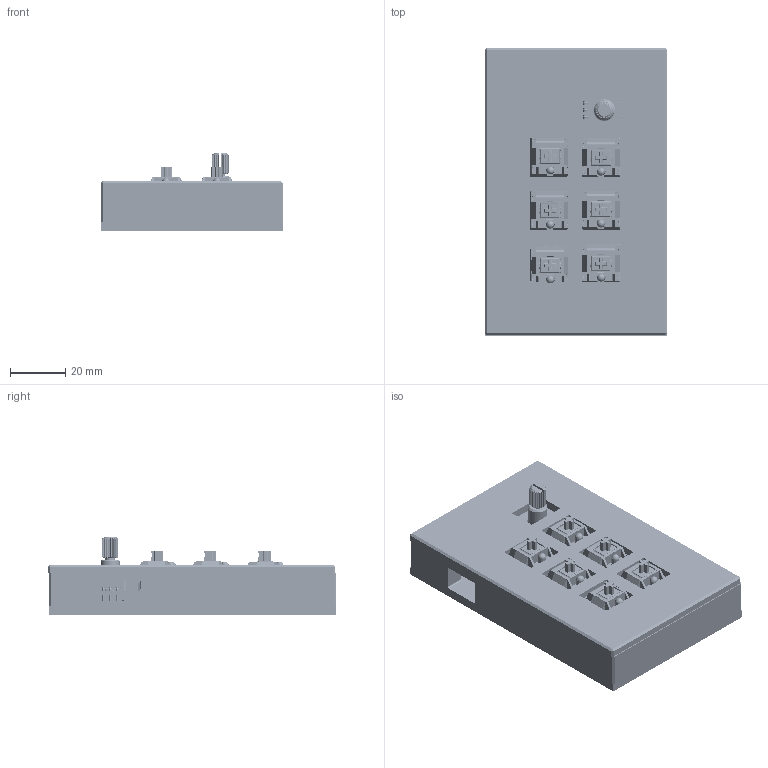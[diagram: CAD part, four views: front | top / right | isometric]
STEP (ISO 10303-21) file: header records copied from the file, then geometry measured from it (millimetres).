
FILE_DESCRIPTION(('STEP AP242 Edition 2','STEP AP242 Edition 2''CAx-IF Rec.Pracs.---Representation and Presentation of Product Manufacturing Information (PMI)---4.0---2014-10-13','STEP AP242 Edition 2''CAx-IF Rec.Pracs.---Representation and Presentation of Product Manufacturing Information (PMI)---4.0---2014-10-13''CAx-IF Rec.Pracs.---3D Tessellated Geometry---0.4---2014-09-14','STEP AP242 Edition 2''CAx-IF Rec.Pracs.---Representation and Presentation of Product Manufacturing Information (PMI)---4.0---2014-10-13''CAx-IF Rec.Pracs.---3D Tessellated Geometry---0.4---2014-09-14''2;1','STEP AP242 Edition 2''CAx-IF Rec.Pracs.---Representation and Presentation of Product Manufacturing Information (PMI)---4.0---2014-10-13''CAx-IF Rec.Pracs.---3D Tessellated Geometry---0.4---2014-09-14''2;1''CAx-IF Rec.Pracs.---User Defined Attributes---1.5---2016-08-15'),'2;1');
FILE_NAME('699a92b651082bd42160afac.step','2026-02-22T05:23:05',(''),(''),'ST-DEVELOPER v20','ONSHAPE BY PTC INC, 1.211',' ');
FILE_SCHEMA(('AP242_MANAGED_MODEL_BASED_3D_ENGINEERING_MIM_LF { 1 0 10303 442 3 1 4 }'));
Products named in the file (27): Assembly 1; Led 3mm_trans; Pulsador; Pin2; Pin1; Part 8; Part 17; Pieza5^Cherry MX; ��ת������EC11E-05SW; Part 6; Bottom; Top; Part 10; Part 14; Part 5; Part 16; Part 11; Part 3; Part 13; Part 15; Part 2; Part 12; Part 4; spMacropad_PCB; Part 9; Part 7
Assembly tree (66 placements, depth 2):
  Assembly 1
    Led 3mm_trans  x6
    Pulsador  x6
    Pin2  x6
    Pin1  x6
    Part 8
    Part 17
    Pieza5^Cherry MX  x6
    ��ת������EC11E-05SW
    Part 6
    Bottom  x6
    Led 3mm_trans  x6
    Top  x6
    Part 10
    Part 14
    Part 5
    Part 16
    Part 11
    Part 3
    Part 13
    Part 15
    Part 2
    Part 12
    Part 4
    spMacropad_PCB
    Part 9
    Part 7
Bounding box: 65.88 x 104.08 x 28 mm (x, y, z)
Volume: 95866.2 mm3; surface area: 86296.4 mm2
Topology: 66 solids, 66 shells, 9016 faces, 22202 edges, 12670 vertices
Faces by surface type: cylinder 3577, plane 3474, torus 822, sphere 798, bspline 302, cone 43
Full cylindrical faces by diameter (mm): 0.8 x24, 1 x31, 1.5 x12, 1.6 x24, 1.7 x12, 2 x6, 2.6 x6, 2.83 x12, 2.9 x6, 3.2 x6, 3.3 x1, 3.5 x1, 3.51 x1, 3.8 x6, 4 x7, 4.8 x6, 7 x1
Entity records: 72486 total; most frequent: CARTESIAN_POINT 14128, DIRECTION 11350, ORIENTED_EDGE 10906, EDGE_CURVE 5453, AXIS2_PLACEMENT_3D 3889, LINE 3572, VECTOR 3572, VERTEX_POINT 3399
